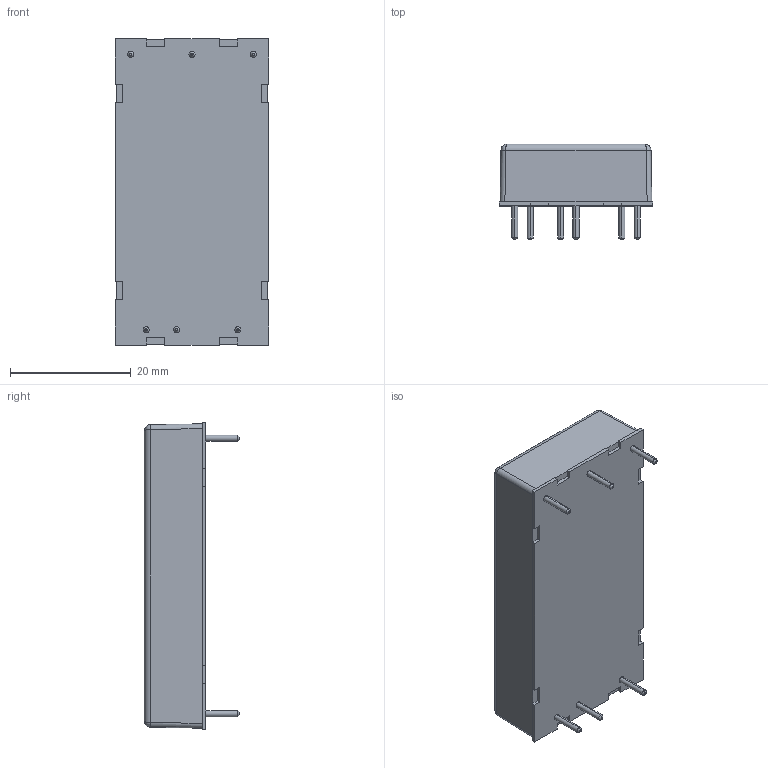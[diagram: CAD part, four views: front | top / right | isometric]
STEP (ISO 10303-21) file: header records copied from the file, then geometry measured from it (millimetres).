
FILE_DESCRIPTION (( 'STEP AP214' ), '1' );
FILE_NAME ('TEN 40WIE.STEP', '2021-02-08T02:45:07', ( '' ), ( '' ), 'SwSTEP 2.0', 'SolidWorks 2016', '' );
FILE_SCHEMA (( 'AUTOMOTIVE_DESIGN' ));
Length unit declared in the file: millimetre
Products named in the file (1): TEN 40WIE
Bounding box: 25.4 x 15.8 x 50.8 mm (x, y, z)
Volume: 12842.5 mm3; surface area: 4126.2 mm2
Topology: 1 solids, 1 shells, 100 faces, 240 edges, 144 vertices
Faces by surface type: plane 64, cylinder 20, cone 12, bspline 4
Entity records: 4082 total; most frequent: CARTESIAN_POINT 681, ORIENTED_EDGE 472, DIRECTION 458, EDGE_CURVE 236, VECTOR 184, LINE 184, VERTEX_POINT 144, AXIS2_PLACEMENT_3D 137
